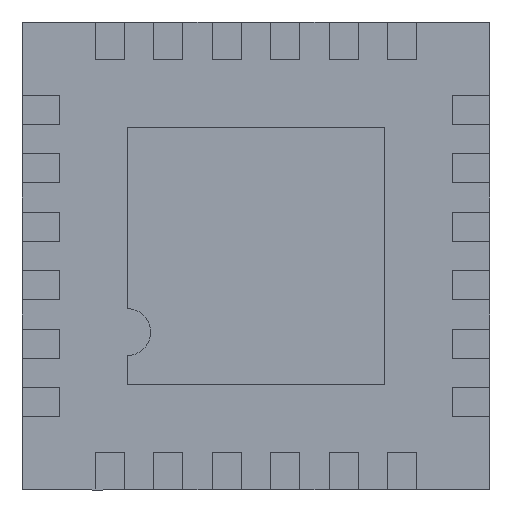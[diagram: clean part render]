
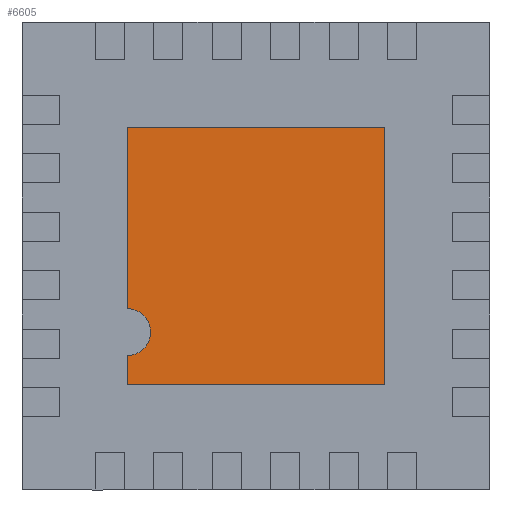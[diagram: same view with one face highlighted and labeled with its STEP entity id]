
A CAD part, front view. The second image highlights one B-rep face of the part: STEP entity #6605.
In plain terms, the highlighted planar face has unit normal (0, -1, 0).
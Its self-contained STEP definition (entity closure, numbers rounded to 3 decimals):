
#398 = LINE ( 'NONE', #7888, #8503 ) ;
#939 = CARTESIAN_POINT ( 'NONE',  ( -1.1, 0., 1.1 ) ) ;
#1519 = VERTEX_POINT ( 'NONE', #939 ) ;
#1814 = LINE ( 'NONE', #6049, #1987 ) ;
#1987 = VECTOR ( 'NONE', #8153, 1000. ) ;
#2126 = AXIS2_PLACEMENT_3D ( 'NONE', #12283, #7898, #6971 ) ;
#2300 = ORIENTED_EDGE ( 'NONE', *, *, #5314, .F. ) ;
#2344 = ORIENTED_EDGE ( 'NONE', *, *, #7830, .F. ) ;
#2484 = DIRECTION ( 'NONE',  ( -1., 0., 0. ) ) ;
#2683 = FACE_OUTER_BOUND ( 'NONE', #8659, .T. ) ;
#2762 = VECTOR ( 'NONE', #8661, 1000. ) ;
#2910 = VERTEX_POINT ( 'NONE', #4511 ) ;
#2980 = CARTESIAN_POINT ( 'NONE',  ( -1.1, 0., 1.1 ) ) ;
#3150 = EDGE_CURVE ( 'NONE', #6179, #6097, #5411, .T. ) ;
#3942 = PLANE ( 'NONE',  #9451 ) ;
#4099 = LINE ( 'NONE', #2980, #12198 ) ;
#4121 = ORIENTED_EDGE ( 'NONE', *, *, #12762, .F. ) ;
#4122 = CARTESIAN_POINT ( 'NONE',  ( -1.1, 0., -1.1 ) ) ;
#4511 = CARTESIAN_POINT ( 'NONE',  ( 1.1, 0., 1.1 ) ) ;
#5314 = EDGE_CURVE ( 'NONE', #1519, #2910, #398, .T. ) ;
#5354 = CARTESIAN_POINT ( 'NONE',  ( -1.1, 0., -0.85 ) ) ;
#5411 = LINE ( 'NONE', #5475, #7423 ) ;
#5475 = CARTESIAN_POINT ( 'NONE',  ( 1.1, 0., -1.1 ) ) ;
#5906 = DIRECTION ( 'NONE',  ( 0., 0., 1. ) ) ;
#5951 = ORIENTED_EDGE ( 'NONE', *, *, #8401, .F. ) ;
#6049 = CARTESIAN_POINT ( 'NONE',  ( 1.1, 0., 1.1 ) ) ;
#6097 = VERTEX_POINT ( 'NONE', #4122 ) ;
#6179 = VERTEX_POINT ( 'NONE', #9438 ) ;
#6605 = ADVANCED_FACE ( 'NONE', ( #2683 ), #3942, .F. ) ;
#6874 = DIRECTION ( 'NONE',  ( 1., 0., 0. ) ) ;
#6971 = DIRECTION ( 'NONE',  ( 0., 0., -1. ) ) ;
#7423 = VECTOR ( 'NONE', #2484, 1000. ) ;
#7830 = EDGE_CURVE ( 'NONE', #11255, #1519, #8700, .T. ) ;
#7888 = CARTESIAN_POINT ( 'NONE',  ( 1.1, 0., 1.1 ) ) ;
#7898 = DIRECTION ( 'NONE',  ( 0., -1., 0. ) ) ;
#8153 = DIRECTION ( 'NONE',  ( 0., 0., -1. ) ) ;
#8401 = EDGE_CURVE ( 'NONE', #6097, #10323, #4099, .T. ) ;
#8503 = VECTOR ( 'NONE', #6874, 1000. ) ;
#8628 = CIRCLE ( 'NONE', #2126, 0.2 ) ;
#8659 = EDGE_LOOP ( 'NONE', ( #2344, #12812, #5951, #12695, #4121, #2300 ) ) ;
#8661 = DIRECTION ( 'NONE',  ( 0., 0., 1. ) ) ;
#8700 = LINE ( 'NONE', #9690, #2762 ) ;
#9438 = CARTESIAN_POINT ( 'NONE',  ( 1.1, 0., -1.1 ) ) ;
#9451 = AXIS2_PLACEMENT_3D ( 'NONE', #12394, #11378, #5906 ) ;
#9690 = CARTESIAN_POINT ( 'NONE',  ( -1.1, 0., 1.1 ) ) ;
#10323 = VERTEX_POINT ( 'NONE', #5354 ) ;
#10357 = DIRECTION ( 'NONE',  ( 0., 0., 1. ) ) ;
#11101 = EDGE_CURVE ( 'NONE', #10323, #11255, #8628, .T. ) ;
#11255 = VERTEX_POINT ( 'NONE', #12547 ) ;
#11378 = DIRECTION ( 'NONE',  ( 0., 1., 0. ) ) ;
#12198 = VECTOR ( 'NONE', #10357, 1000. ) ;
#12283 = CARTESIAN_POINT ( 'NONE',  ( -1.1, 0., -0.65 ) ) ;
#12394 = CARTESIAN_POINT ( 'NONE',  ( 0., 0., 2.5 ) ) ;
#12547 = CARTESIAN_POINT ( 'NONE',  ( -1.1, 0., -0.45 ) ) ;
#12695 = ORIENTED_EDGE ( 'NONE', *, *, #3150, .F. ) ;
#12762 = EDGE_CURVE ( 'NONE', #2910, #6179, #1814, .T. ) ;
#12812 = ORIENTED_EDGE ( 'NONE', *, *, #11101, .F. ) ;
